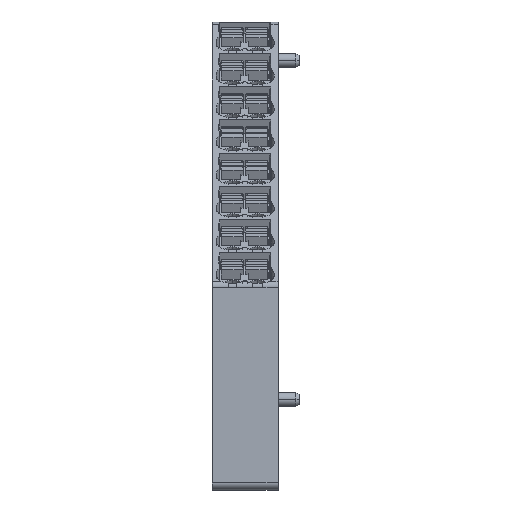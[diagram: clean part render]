
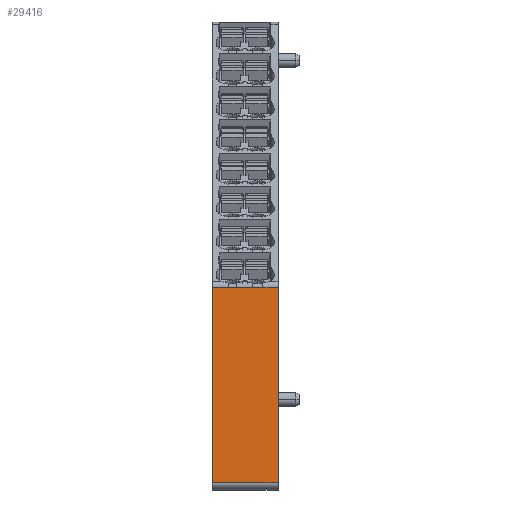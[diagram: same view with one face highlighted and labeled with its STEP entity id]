
A CAD part, front view. The second image highlights one B-rep face of the part: STEP entity #29416.
In plain terms, the highlighted planar face has unit normal (0, -1, 0).
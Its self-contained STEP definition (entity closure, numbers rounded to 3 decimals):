
#29389=AXIS2_PLACEMENT_3D('Plane Axis2P3D',#29386,#29387,#29388) ;
#29301=CARTESIAN_POINT('Vertex',(0.,0.,28.397)) ;
#29304=CARTESIAN_POINT('Line Origine',(4.6,0.,28.397)) ;
#29308=CARTESIAN_POINT('Vertex',(9.2,0.,28.397)) ;
#29386=CARTESIAN_POINT('Axis2P3D Location',(0.,0.,28.9)) ;
#29391=CARTESIAN_POINT('Line Origine',(4.6,0.,1.)) ;
#29395=CARTESIAN_POINT('Vertex',(0.,0.,1.)) ;
#29397=CARTESIAN_POINT('Vertex',(9.2,0.,1.)) ;
#29400=CARTESIAN_POINT('Line Origine',(9.2,0.,14.699)) ;
#29405=CARTESIAN_POINT('Line Origine',(0.,0.,14.699)) ;
#29305=DIRECTION('Vector Direction',(-1.,0.,0.)) ;
#29387=DIRECTION('Axis2P3D Direction',(0.,-1.,0.)) ;
#29388=DIRECTION('Axis2P3D XDirection',(0.,0.,-1.)) ;
#29392=DIRECTION('Vector Direction',(1.,0.,0.)) ;
#29401=DIRECTION('Vector Direction',(0.,0.,-1.)) ;
#29406=DIRECTION('Vector Direction',(0.,0.,-1.)) ;
#29306=VECTOR('Line Direction',#29305,1.) ;
#29393=VECTOR('Line Direction',#29392,1.) ;
#29402=VECTOR('Line Direction',#29401,1.) ;
#29407=VECTOR('Line Direction',#29406,1.) ;
#29411=ORIENTED_EDGE('',*,*,#29399,.T.) ;
#29412=ORIENTED_EDGE('',*,*,#29404,.T.) ;
#29413=ORIENTED_EDGE('',*,*,#29310,.F.) ;
#29414=ORIENTED_EDGE('',*,*,#29409,.F.) ;
#29416=ADVANCED_FACE('KLTR_PRV8-35X75.1\\KLTR_PRV8-35X75',(#29415),#29390,.T.) ;
#29310=EDGE_CURVE('',#29302,#29309,#29307,.F.) ;
#29399=EDGE_CURVE('',#29396,#29398,#29394,.T.) ;
#29404=EDGE_CURVE('',#29398,#29309,#29403,.F.) ;
#29409=EDGE_CURVE('',#29396,#29302,#29408,.F.) ;
#29410=EDGE_LOOP('',(#29411,#29412,#29413,#29414)) ;
#29415=FACE_OUTER_BOUND('',#29410,.T.) ;
#29307=LINE('Line',#29304,#29306) ;
#29394=LINE('Line',#29391,#29393) ;
#29403=LINE('Line',#29400,#29402) ;
#29408=LINE('Line',#29405,#29407) ;
#29390=PLANE('',#29389) ;
#29302=VERTEX_POINT('',#29301) ;
#29309=VERTEX_POINT('',#29308) ;
#29396=VERTEX_POINT('',#29395) ;
#29398=VERTEX_POINT('',#29397) ;
